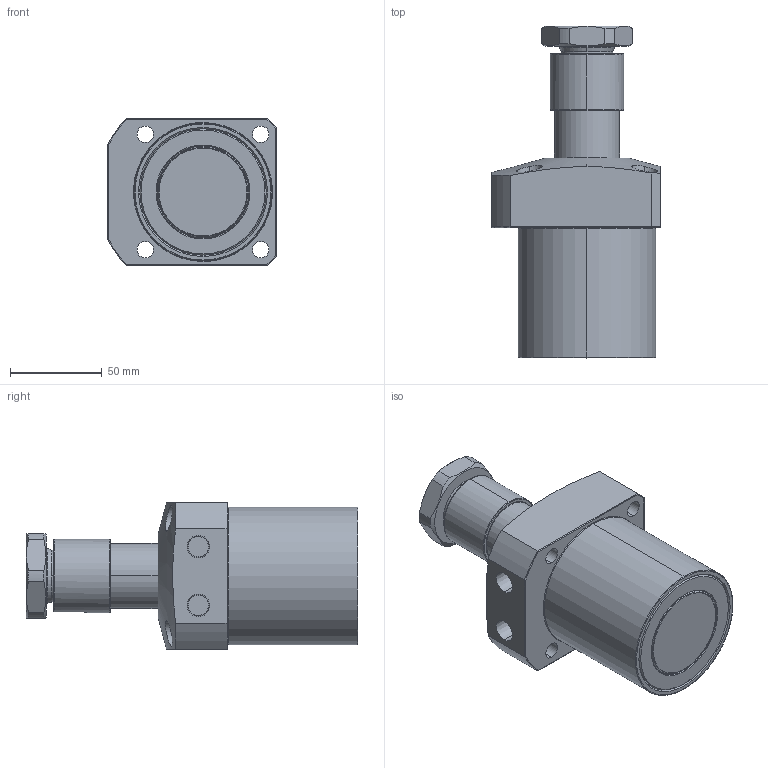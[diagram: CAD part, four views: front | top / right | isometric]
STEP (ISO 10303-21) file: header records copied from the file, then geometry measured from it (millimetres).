
FILE_DESCRIPTION (( 'STEP AP203' ), '1' );
FILE_NAME ('LHA0750-SL.STEP', '2019-09-24T02:20:25', ( '微软用户' ), ( '微软中国' ), 'SwSTEP 2.0', 'SolidWorks 2012', '' );
FILE_SCHEMA (( 'CONFIG_CONTROL_DESIGN' ));
Length unit declared in the file: millimetre
Products named in the file (6): LHA0750-SL; LHA0750-簸忣諍匏_; LHA0750-ů_; LHA0750-楓羔_蹬怮椔); LHA0750-咂衝椳紕_蹬怮椔); LHA0750-槭暌滀S(蹬怮椔)
Assembly tree (5 placements, depth 2):
  LHA0750-SL
    LHA0750-槭暌滀S(蹬怮椔)
    LHA0750-咂衝椳紕_蹬怮椔)
    LHA0750-楓羔_蹬怮椔)
    LHA0750-ů_
    LHA0750-簸忣諍匏_
Bounding box: 92 x 181 x 80 mm (x, y, z)
Volume: 636846.5 mm3; surface area: 75382.2 mm2
Topology: 5 solids, 6 shells, 185 faces, 440 edges, 278 vertices
Faces by surface type: cylinder 66, plane 61, cone 38, bspline 20
Entity records: 7343 total; most frequent: CARTESIAN_POINT 2565, ORIENTED_EDGE 874, DIRECTION 865, EDGE_CURVE 437, AXIS2_PLACEMENT_3D 352, VERTEX_POINT 278, EDGE_LOOP 209, FACE_OUTER_BOUND 185
